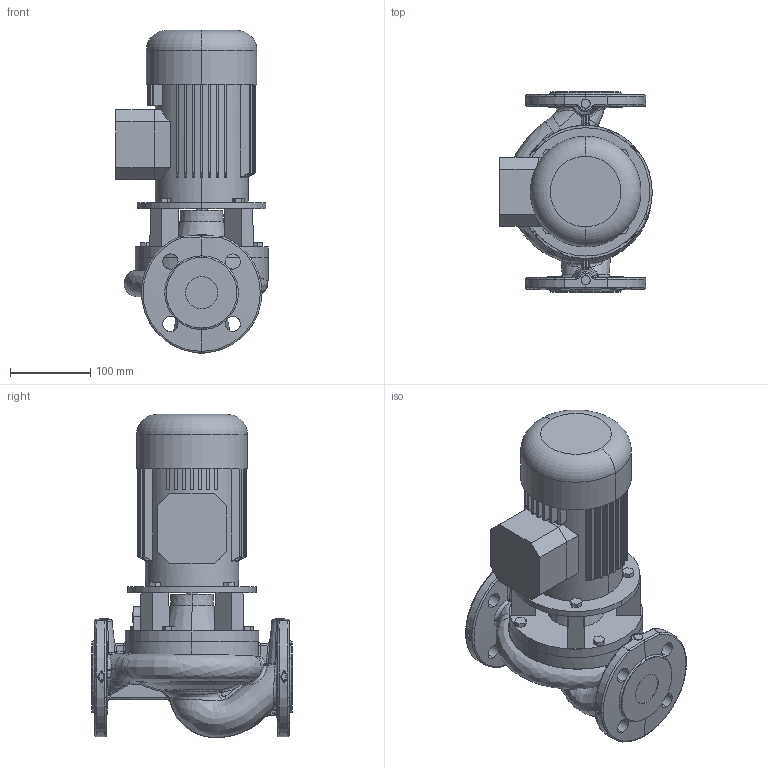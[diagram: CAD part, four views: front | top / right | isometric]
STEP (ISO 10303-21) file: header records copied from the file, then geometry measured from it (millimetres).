
FILE_DESCRIPTION (( 'STEP AP203' ), '1' );
FILE_NAME ('VariA 40-2.5.STEP', '2014-07-08T08:16:38', ( '' ), ( '' ), 'SwSTEP 2.0', 'SolidWorks 2011', '' );
FILE_SCHEMA (( 'CONFIG_CONTROL_DESIGN' ));
Products named in the file (1): VariA 40-2.5
Bounding box: 190 x 250 x 402.9 mm (x, y, z)
Volume: 5894851.3 mm3; surface area: 476666.3 mm2
Topology: 4 solids, 4 shells, 803 faces, 2048 edges, 1219 vertices
Faces by surface type: bspline 272, plane 227, cylinder 159, cone 57, torus 46, sphere 42
Entity records: 45424 total; most frequent: CARTESIAN_POINT 28389, ORIENTED_EDGE 3976, DIRECTION 2956, EDGE_CURVE 1988, VERTEX_POINT 1217, AXIS2_PLACEMENT_3D 1149, EDGE_LOOP 843, FACE_OUTER_BOUND 803
